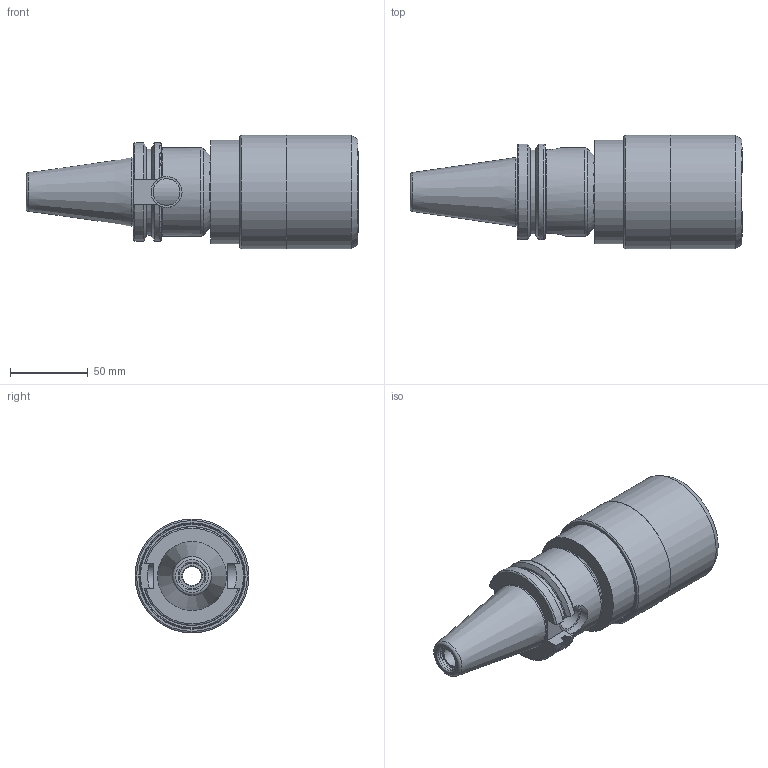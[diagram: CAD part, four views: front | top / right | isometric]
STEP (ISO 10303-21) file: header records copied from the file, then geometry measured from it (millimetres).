
FILE_DESCRIPTION(/* description */ (''),/* implementation_level */ '2;1');
FILE_NAME(/* name */ 'DCAT40-RT3-0574.stp',/* time_stamp */ '2019-08-02T10:07:41-05:00',/* author */ ('ldfli'),/* organization */ ('Pioneer N.A.'),/* preprocessor_version */ 'ST-DEVELOPER v18',/* originating_system */ 'Autodesk Inventor LT',/* authorisation */ '');
FILE_SCHEMA (('AUTOMOTIVE_DESIGN { 1 0 10303 214 3 1 1 }'));
Length unit declared in the file: millimetre
Products named in the file (1): DCAT40-RT3-0574
Bounding box: 214.06 x 73.5 x 73.5 mm (x, y, z)
Volume: 423220.7 mm3; surface area: 98080.6 mm2
Topology: 2 solids, 3 shells, 120 faces, 357 edges, 252 vertices
Faces by surface type: plane 40, cylinder 33, torus 24, cone 23
Full cylindrical faces by diameter (mm): 10 x1, 12 x1, 13.386 x1, 16.3 x1, 16.8 x1, 17.323 x1, 20 x1, 30.75 x1, 31.75 x2, 32.75 x1, 44.45 x1, 48 x1, 49 x1, 57.15 x1, 59.6 x1, 60 x4, 64 x1, 66.5 x2, 67.5 x1, 73 x1, 73.5 x1
Entity records: 4491 total; most frequent: CARTESIAN_POINT 1059, DIRECTION 760, ORIENTED_EDGE 714, EDGE_CURVE 357, AXIS2_PLACEMENT_3D 328, VERTEX_POINT 252, CIRCLE 205, EDGE_LOOP 137
